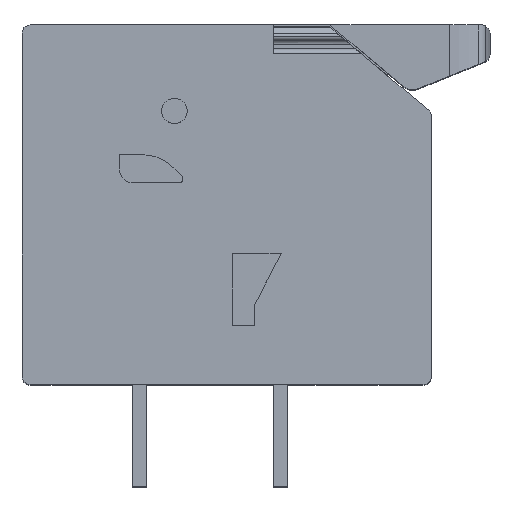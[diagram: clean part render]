
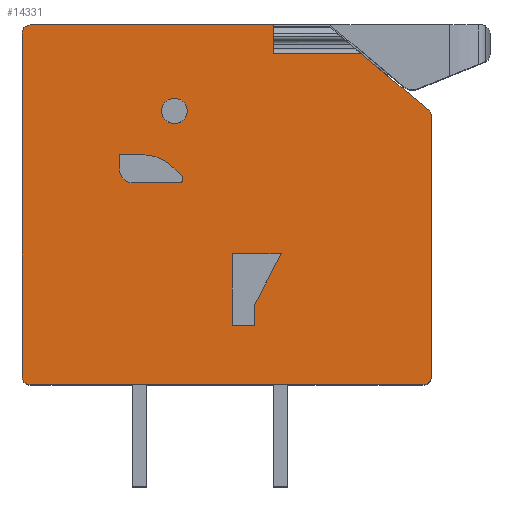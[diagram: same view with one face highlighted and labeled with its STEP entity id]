
A CAD part, top view. The second image highlights one B-rep face of the part: STEP entity #14331.
In plain terms, the highlighted planar face has unit normal (0, 0, 1).
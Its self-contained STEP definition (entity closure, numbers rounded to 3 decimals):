
#328=CIRCLE('',#14909,1.6);
#329=CIRCLE('',#14910,0.15);
#330=CIRCLE('',#14911,0.5);
#331=CIRCLE('',#14912,0.45);
#332=CIRCLE('',#14913,0.3);
#333=CIRCLE('',#14914,0.3);
#334=CIRCLE('',#14915,0.3);
#335=CIRCLE('',#14916,0.3);
#690=ORIENTED_EDGE('',*,*,#3866,.F.);
#691=ORIENTED_EDGE('',*,*,#3867,.F.);
#692=ORIENTED_EDGE('',*,*,#3868,.F.);
#693=ORIENTED_EDGE('',*,*,#3869,.F.);
#694=ORIENTED_EDGE('',*,*,#3870,.F.);
#695=ORIENTED_EDGE('',*,*,#3871,.F.);
#696=ORIENTED_EDGE('',*,*,#3872,.F.);
#697=ORIENTED_EDGE('',*,*,#3873,.F.);
#698=ORIENTED_EDGE('',*,*,#3874,.F.);
#699=ORIENTED_EDGE('',*,*,#3875,.T.);
#700=ORIENTED_EDGE('',*,*,#3876,.T.);
#701=ORIENTED_EDGE('',*,*,#3877,.T.);
#702=ORIENTED_EDGE('',*,*,#3878,.F.);
#703=ORIENTED_EDGE('',*,*,#3879,.T.);
#704=ORIENTED_EDGE('',*,*,#3880,.T.);
#705=ORIENTED_EDGE('',*,*,#3881,.T.);
#706=ORIENTED_EDGE('',*,*,#3882,.T.);
#707=ORIENTED_EDGE('',*,*,#3883,.T.);
#708=ORIENTED_EDGE('',*,*,#3884,.T.);
#709=ORIENTED_EDGE('',*,*,#3885,.T.);
#710=ORIENTED_EDGE('',*,*,#3886,.T.);
#711=ORIENTED_EDGE('',*,*,#3887,.T.);
#712=ORIENTED_EDGE('',*,*,#3888,.T.);
#713=ORIENTED_EDGE('',*,*,#3889,.F.);
#714=ORIENTED_EDGE('',*,*,#3890,.F.);
#715=ORIENTED_EDGE('',*,*,#3891,.F.);
#716=ORIENTED_EDGE('',*,*,#3892,.F.);
#717=ORIENTED_EDGE('',*,*,#3893,.F.);
#3866=EDGE_CURVE('',#5454,#5455,#6503,.T.);
#3867=EDGE_CURVE('',#5456,#5454,#6504,.T.);
#3868=EDGE_CURVE('',#5457,#5456,#328,.T.);
#3869=EDGE_CURVE('',#5458,#5457,#6505,.T.);
#3870=EDGE_CURVE('',#5459,#5458,#329,.T.);
#3871=EDGE_CURVE('',#5460,#5459,#6506,.T.);
#3872=EDGE_CURVE('',#5455,#5460,#330,.T.);
#3873=EDGE_CURVE('',#5461,#5461,#331,.T.);
#3874=EDGE_CURVE('',#5462,#5463,#6507,.T.);
#3875=EDGE_CURVE('',#5462,#5464,#6508,.T.);
#3876=EDGE_CURVE('',#5464,#5465,#6509,.T.);
#3877=EDGE_CURVE('',#5465,#5466,#6510,.T.);
#3878=EDGE_CURVE('',#5467,#5466,#6511,.T.);
#3879=EDGE_CURVE('',#5467,#5468,#6512,.T.);
#3880=EDGE_CURVE('',#5468,#5469,#6513,.T.);
#3881=EDGE_CURVE('',#5469,#5470,#332,.T.);
#3882=EDGE_CURVE('',#5470,#5471,#6514,.T.);
#3883=EDGE_CURVE('',#5471,#5472,#333,.T.);
#3884=EDGE_CURVE('',#5472,#5473,#6515,.T.);
#3885=EDGE_CURVE('',#5473,#5474,#334,.T.);
#3886=EDGE_CURVE('',#5474,#5475,#6516,.T.);
#3887=EDGE_CURVE('',#5475,#5476,#335,.T.);
#3888=EDGE_CURVE('',#5476,#5463,#6517,.T.);
#3889=EDGE_CURVE('',#5477,#5478,#6518,.T.);
#3890=EDGE_CURVE('',#5479,#5477,#6519,.T.);
#3891=EDGE_CURVE('',#5480,#5479,#6520,.T.);
#3892=EDGE_CURVE('',#5481,#5480,#6521,.T.);
#3893=EDGE_CURVE('',#5478,#5481,#6522,.T.);
#5454=VERTEX_POINT('',#19028);
#5455=VERTEX_POINT('',#19029);
#5456=VERTEX_POINT('',#19031);
#5457=VERTEX_POINT('',#19033);
#5458=VERTEX_POINT('',#19035);
#5459=VERTEX_POINT('',#19037);
#5460=VERTEX_POINT('',#19039);
#5461=VERTEX_POINT('',#19042);
#5462=VERTEX_POINT('',#19044);
#5463=VERTEX_POINT('',#19045);
#5464=VERTEX_POINT('',#19047);
#5465=VERTEX_POINT('',#19049);
#5466=VERTEX_POINT('',#19051);
#5467=VERTEX_POINT('',#19053);
#5468=VERTEX_POINT('',#19055);
#5469=VERTEX_POINT('',#19057);
#5470=VERTEX_POINT('',#19059);
#5471=VERTEX_POINT('',#19061);
#5472=VERTEX_POINT('',#19063);
#5473=VERTEX_POINT('',#19065);
#5474=VERTEX_POINT('',#19067);
#5475=VERTEX_POINT('',#19069);
#5476=VERTEX_POINT('',#19071);
#5477=VERTEX_POINT('',#19074);
#5478=VERTEX_POINT('',#19075);
#5479=VERTEX_POINT('',#19077);
#5480=VERTEX_POINT('',#19079);
#5481=VERTEX_POINT('',#19081);
#6503=LINE('',#19027,#7636);
#6504=LINE('',#19030,#7637);
#6505=LINE('',#19034,#7638);
#6506=LINE('',#19038,#7639);
#6507=LINE('',#19043,#7640);
#6508=LINE('',#19046,#7641);
#6509=LINE('',#19048,#7642);
#6510=LINE('',#19050,#7643);
#6511=LINE('',#19052,#7644);
#6512=LINE('',#19054,#7645);
#6513=LINE('',#19056,#7646);
#6514=LINE('',#19060,#7647);
#6515=LINE('',#19064,#7648);
#6516=LINE('',#19068,#7649);
#6517=LINE('',#19072,#7650);
#6518=LINE('',#19073,#7651);
#6519=LINE('',#19076,#7652);
#6520=LINE('',#19078,#7653);
#6521=LINE('',#19080,#7654);
#6522=LINE('',#19082,#7655);
#7636=VECTOR('',#15906,1000.);
#7637=VECTOR('',#15907,1000.);
#7638=VECTOR('',#15910,1000.);
#7639=VECTOR('',#15913,1000.);
#7640=VECTOR('',#15918,1000.);
#7641=VECTOR('',#15919,1000.);
#7642=VECTOR('',#15920,1000.);
#7643=VECTOR('',#15921,1000.);
#7644=VECTOR('',#15922,1000.);
#7645=VECTOR('',#15923,1000.);
#7646=VECTOR('',#15924,1000.);
#7647=VECTOR('',#15927,1000.);
#7648=VECTOR('',#15930,1000.);
#7649=VECTOR('',#15933,1000.);
#7650=VECTOR('',#15936,1000.);
#7651=VECTOR('',#15937,1000.);
#7652=VECTOR('',#15938,1000.);
#7653=VECTOR('',#15939,1000.);
#7654=VECTOR('',#15940,1000.);
#7655=VECTOR('',#15941,1000.);
#8769=EDGE_LOOP('',(#690,#691,#692,#693,#694,#695,#696));
#8770=EDGE_LOOP('',(#697));
#8771=EDGE_LOOP('',(#698,#699,#700,#701,#702,#703,#704,#705,#706,#707,#708,
#709,#710,#711,#712));
#8772=EDGE_LOOP('',(#713,#714,#715,#716,#717));
#9372=FACE_BOUND('',#8769,.T.);
#9373=FACE_BOUND('',#8770,.T.);
#9374=FACE_BOUND('',#8771,.T.);
#9375=FACE_BOUND('',#8772,.T.);
#9975=PLANE('',#14908);
#14331=ADVANCED_FACE('',(#9372,#9373,#9374,#9375),#9975,.T.);
#14908=AXIS2_PLACEMENT_3D('',#19026,#15904,#15905);
#14909=AXIS2_PLACEMENT_3D('',#19032,#15908,#15909);
#14910=AXIS2_PLACEMENT_3D('',#19036,#15911,#15912);
#14911=AXIS2_PLACEMENT_3D('',#19040,#15914,#15915);
#14912=AXIS2_PLACEMENT_3D('',#19041,#15916,#15917);
#14913=AXIS2_PLACEMENT_3D('',#19058,#15925,#15926);
#14914=AXIS2_PLACEMENT_3D('',#19062,#15928,#15929);
#14915=AXIS2_PLACEMENT_3D('',#19066,#15931,#15932);
#14916=AXIS2_PLACEMENT_3D('',#19070,#15934,#15935);
#15904=DIRECTION('',(0.,0.,1.));
#15905=DIRECTION('',(1.,0.,0.));
#15906=DIRECTION('',(0.,-1.,0.));
#15907=DIRECTION('',(-1.,0.,0.));
#15908=DIRECTION('',(0.,0.,1.));
#15909=DIRECTION('',(1.,0.,0.));
#15910=DIRECTION('',(-0.707,0.707,0.));
#15911=DIRECTION('',(0.,0.,1.));
#15912=DIRECTION('',(1.,0.,0.));
#15913=DIRECTION('',(1.,0.,0.));
#15914=DIRECTION('',(0.,0.,1.));
#15915=DIRECTION('',(1.,0.,0.));
#15916=DIRECTION('',(0.,0.,1.));
#15917=DIRECTION('',(1.,0.,0.));
#15918=DIRECTION('',(1.,0.,0.));
#15919=DIRECTION('',(0.,1.,0.));
#15920=DIRECTION('',(1.,0.,0.));
#15921=DIRECTION('',(-0.766,0.643,0.));
#15922=DIRECTION('',(1.,0.,0.));
#15923=DIRECTION('',(0.,1.,0.));
#15924=DIRECTION('',(-1.,0.,0.));
#15925=DIRECTION('',(0.,0.,1.));
#15926=DIRECTION('',(1.,0.,0.));
#15927=DIRECTION('',(0.,-1.,0.));
#15928=DIRECTION('',(0.,0.,1.));
#15929=DIRECTION('',(1.,0.,0.));
#15930=DIRECTION('',(1.,0.,0.));
#15931=DIRECTION('',(0.,0.,1.));
#15932=DIRECTION('',(1.,0.,0.));
#15933=DIRECTION('',(0.,1.,0.));
#15934=DIRECTION('',(0.,0.,1.));
#15935=DIRECTION('',(1.,0.,0.));
#15936=DIRECTION('',(-0.766,0.643,0.));
#15937=DIRECTION('',(0.,-1.,0.));
#15938=DIRECTION('',(-1.,0.,0.));
#15939=DIRECTION('',(0.461,0.888,0.));
#15940=DIRECTION('',(0.,1.,0.));
#15941=DIRECTION('',(1.,0.,0.));
#19026=CARTESIAN_POINT('',(-8.85,0.3,14.));
#19027=CARTESIAN_POINT('',(-5.7,8.15,14.));
#19028=CARTESIAN_POINT('',(-5.7,8.15,14.));
#19029=CARTESIAN_POINT('',(-5.7,7.65,14.));
#19030=CARTESIAN_POINT('',(-4.9,8.15,14.));
#19031=CARTESIAN_POINT('',(-4.9,8.15,14.));
#19032=CARTESIAN_POINT('',(-4.9,6.55,14.));
#19033=CARTESIAN_POINT('',(-3.768,7.681,14.));
#19034=CARTESIAN_POINT('',(-3.493,7.406,14.));
#19035=CARTESIAN_POINT('',(-3.493,7.406,14.));
#19036=CARTESIAN_POINT('',(-3.599,7.3,14.));
#19037=CARTESIAN_POINT('',(-3.599,7.15,14.));
#19038=CARTESIAN_POINT('',(-5.2,7.15,14.));
#19039=CARTESIAN_POINT('',(-5.2,7.15,14.));
#19040=CARTESIAN_POINT('',(-5.2,7.65,14.));
#19041=CARTESIAN_POINT('',(-3.75,9.7,14.));
#19042=CARTESIAN_POINT('',(-3.3,9.7,14.));
#19043=CARTESIAN_POINT('',(-8.85,11.75,14.));
#19044=CARTESIAN_POINT('',(-0.25,11.75,14.));
#19045=CARTESIAN_POINT('',(2.847,11.75,14.));
#19046=CARTESIAN_POINT('',(-0.25,0.3,14.));
#19047=CARTESIAN_POINT('',(-0.25,12.343,14.));
#19048=CARTESIAN_POINT('',(-0.25,12.343,14.));
#19049=CARTESIAN_POINT('',(2.141,12.343,14.));
#19050=CARTESIAN_POINT('',(5.243,9.74,14.));
#19051=CARTESIAN_POINT('',(2.137,12.346,14.));
#19052=CARTESIAN_POINT('',(-0.25,12.346,14.));
#19053=CARTESIAN_POINT('',(-0.25,12.346,14.));
#19054=CARTESIAN_POINT('',(-0.25,0.3,14.));
#19055=CARTESIAN_POINT('',(-0.25,12.75,14.));
#19056=CARTESIAN_POINT('',(1.656,12.75,14.));
#19057=CARTESIAN_POINT('',(-8.85,12.75,14.));
#19058=CARTESIAN_POINT('',(-8.85,12.45,14.));
#19059=CARTESIAN_POINT('',(-9.15,12.45,14.));
#19060=CARTESIAN_POINT('',(-9.15,12.45,14.));
#19061=CARTESIAN_POINT('',(-9.15,0.3,14.));
#19062=CARTESIAN_POINT('',(-8.85,0.3,14.));
#19063=CARTESIAN_POINT('',(-8.85,0.,14.));
#19064=CARTESIAN_POINT('',(-8.85,0.,14.));
#19065=CARTESIAN_POINT('',(5.05,0.,14.));
#19066=CARTESIAN_POINT('',(5.05,0.3,14.));
#19067=CARTESIAN_POINT('',(5.35,0.3,14.));
#19068=CARTESIAN_POINT('',(5.35,0.3,14.));
#19069=CARTESIAN_POINT('',(5.35,9.51,14.));
#19070=CARTESIAN_POINT('',(5.05,9.51,14.));
#19071=CARTESIAN_POINT('',(5.243,9.74,14.));
#19072=CARTESIAN_POINT('',(5.243,9.74,14.));
#19073=CARTESIAN_POINT('',(-1.7,4.65,14.));
#19074=CARTESIAN_POINT('',(-1.7,4.65,14.));
#19075=CARTESIAN_POINT('',(-1.7,2.1,14.));
#19076=CARTESIAN_POINT('',(0.034,4.65,14.));
#19077=CARTESIAN_POINT('',(0.034,4.65,14.));
#19078=CARTESIAN_POINT('',(-0.9,2.85,14.));
#19079=CARTESIAN_POINT('',(-0.9,2.85,14.));
#19080=CARTESIAN_POINT('',(-0.9,2.1,14.));
#19081=CARTESIAN_POINT('',(-0.9,2.1,14.));
#19082=CARTESIAN_POINT('',(-1.7,2.1,14.));
